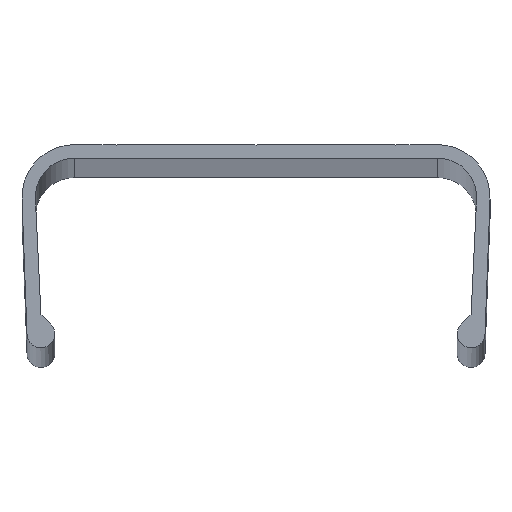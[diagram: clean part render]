
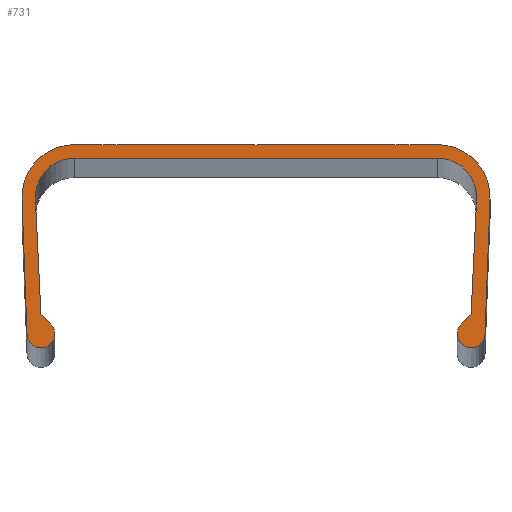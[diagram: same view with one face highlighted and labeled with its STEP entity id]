
A CAD part, top view. The second image highlights one B-rep face of the part: STEP entity #731.
In plain terms, the highlighted planar face has unit normal (0, 0, 1).
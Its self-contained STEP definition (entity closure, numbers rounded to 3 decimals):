
#33=DIRECTION('',(0.048,-0.999,0.));
#34=VECTOR('',#33,20.688);
#35=CARTESIAN_POINT('',(-39.492,24.164,0.));
#36=LINE('',#35,#34);
#41=DIRECTION('',(0.714,-0.7,0.));
#42=VECTOR('',#41,2.449);
#43=CARTESIAN_POINT('',(-38.5,3.5,0.));
#44=LINE('',#43,#42);
#48=DIRECTION('',(-0.037,0.999,0.));
#49=VECTOR('',#48,24.262);
#50=CARTESIAN_POINT('',(-40.998,-0.092,0.));
#51=LINE('',#50,#49);
#55=DIRECTION('',(1.,0.,0.));
#56=VECTOR('',#55,7.3);
#57=CARTESIAN_POINT('',(-32.5,33.9,0.));
#58=LINE('',#57,#56);
#62=DIRECTION('',(0.707,-0.707,0.));
#63=VECTOR('',#62,0.283);
#64=CARTESIAN_POINT('',(-25.2,33.9,0.));
#65=LINE('',#64,#63);
#69=DIRECTION('',(0.707,0.707,0.));
#70=VECTOR('',#69,0.283);
#71=CARTESIAN_POINT('',(-25.,33.7,0.));
#72=LINE('',#71,#70);
#76=DIRECTION('',(1.,0.,0.));
#77=VECTOR('',#76,24.6);
#78=CARTESIAN_POINT('',(-24.8,33.9,0.));
#79=LINE('',#78,#77);
#83=DIRECTION('',(0.707,-0.707,0.));
#84=VECTOR('',#83,0.283);
#85=CARTESIAN_POINT('',(-0.2,33.9,0.));
#86=LINE('',#85,#84);
#90=DIRECTION('',(0.707,0.707,0.));
#91=VECTOR('',#90,0.283);
#92=CARTESIAN_POINT('',(0.,33.7,0.));
#93=LINE('',#92,#91);
#97=DIRECTION('',(1.,0.,0.));
#98=VECTOR('',#97,24.6);
#99=CARTESIAN_POINT('',(0.2,33.9,0.));
#100=LINE('',#99,#98);
#104=DIRECTION('',(0.707,-0.707,0.));
#105=VECTOR('',#104,0.283);
#106=CARTESIAN_POINT('',(24.8,33.9,0.));
#107=LINE('',#106,#105);
#111=DIRECTION('',(0.707,0.707,0.));
#112=VECTOR('',#111,0.283);
#113=CARTESIAN_POINT('',(25.,33.7,0.));
#114=LINE('',#113,#112);
#118=DIRECTION('',(1.,0.,0.));
#119=VECTOR('',#118,7.3);
#120=CARTESIAN_POINT('',(25.2,33.9,0.));
#121=LINE('',#120,#119);
#125=DIRECTION('',(-0.037,-0.999,0.));
#126=VECTOR('',#125,24.262);
#127=CARTESIAN_POINT('',(41.894,24.153,0.));
#128=LINE('',#127,#126);
#132=DIRECTION('',(0.714,0.7,0.));
#133=VECTOR('',#132,2.449);
#134=CARTESIAN_POINT('',(36.75,1.786,0.));
#135=LINE('',#134,#133);
#139=DIRECTION('',(0.048,0.999,0.));
#140=VECTOR('',#139,20.688);
#141=CARTESIAN_POINT('',(38.5,3.5,0.));
#142=LINE('',#141,#140);
#153=DIRECTION('',(1.,0.,0.));
#154=VECTOR('',#153,65.);
#155=CARTESIAN_POINT('',(-32.5,31.5,0.));
#156=LINE('',#155,#154);
#167=CARTESIAN_POINT('',(32.5,24.5,0.));
#168=DIRECTION('',(0.,0.,-1.));
#169=DIRECTION('',(0.,1.,0.));
#170=AXIS2_PLACEMENT_3D('',#167,#168,#169);
#223=CARTESIAN_POINT('',(38.5,0.,0.));
#224=DIRECTION('',(0.,0.,1.));
#225=DIRECTION('',(-0.7,0.714,0.));
#226=AXIS2_PLACEMENT_3D('',#223,#224,#225);
#252=CARTESIAN_POINT('',(32.5,24.5,0.));
#253=DIRECTION('',(0.,0.,1.));
#254=DIRECTION('',(0.999,-0.037,0.));
#255=AXIS2_PLACEMENT_3D('',#252,#253,#254);
#462=CARTESIAN_POINT('',(-32.5,24.5,0.));
#463=DIRECTION('',(0.,0.,1.));
#464=DIRECTION('',(0.,1.,0.));
#465=AXIS2_PLACEMENT_3D('',#462,#463,#464);
#491=CARTESIAN_POINT('',(-38.5,0.,0.));
#492=DIRECTION('',(0.,0.,1.));
#493=DIRECTION('',(-0.999,-0.037,0.));
#494=AXIS2_PLACEMENT_3D('',#491,#492,#493);
#530=CARTESIAN_POINT('',(-32.5,24.5,0.));
#531=DIRECTION('',(0.,0.,-1.));
#532=DIRECTION('',(-0.999,-0.048,0.));
#533=AXIS2_PLACEMENT_3D('',#530,#531,#532);
#580=CARTESIAN_POINT('',(-32.5,31.5,0.));
#581=CARTESIAN_POINT('',(32.5,31.5,0.));
#582=VERTEX_POINT('',#580);
#583=VERTEX_POINT('',#581);
#584=CARTESIAN_POINT('',(-39.492,24.164,0.));
#585=CARTESIAN_POINT('',(-38.5,3.5,0.));
#586=VERTEX_POINT('',#584);
#587=VERTEX_POINT('',#585);
#588=CARTESIAN_POINT('',(-36.75,1.786,0.));
#589=VERTEX_POINT('',#588);
#590=CARTESIAN_POINT('',(-40.998,-0.092,0.));
#591=CARTESIAN_POINT('',(-41.894,24.153,0.));
#592=VERTEX_POINT('',#590);
#593=VERTEX_POINT('',#591);
#594=CARTESIAN_POINT('',(-32.5,33.9,0.));
#595=CARTESIAN_POINT('',(-25.2,33.9,0.));
#596=VERTEX_POINT('',#594);
#597=VERTEX_POINT('',#595);
#598=CARTESIAN_POINT('',(-25.,33.7,0.));
#599=VERTEX_POINT('',#598);
#600=CARTESIAN_POINT('',(-24.8,33.9,0.));
#601=VERTEX_POINT('',#600);
#602=CARTESIAN_POINT('',(-0.2,33.9,0.));
#603=VERTEX_POINT('',#602);
#604=CARTESIAN_POINT('',(0.,33.7,0.));
#605=VERTEX_POINT('',#604);
#606=CARTESIAN_POINT('',(0.2,33.9,0.));
#607=VERTEX_POINT('',#606);
#608=CARTESIAN_POINT('',(24.8,33.9,0.));
#609=VERTEX_POINT('',#608);
#610=CARTESIAN_POINT('',(25.,33.7,0.));
#611=VERTEX_POINT('',#610);
#612=CARTESIAN_POINT('',(25.2,33.9,0.));
#613=VERTEX_POINT('',#612);
#614=CARTESIAN_POINT('',(32.5,33.9,0.));
#615=VERTEX_POINT('',#614);
#616=CARTESIAN_POINT('',(41.894,24.153,0.));
#617=CARTESIAN_POINT('',(40.998,-0.092,0.));
#618=VERTEX_POINT('',#616);
#619=VERTEX_POINT('',#617);
#620=CARTESIAN_POINT('',(36.75,1.786,0.));
#621=CARTESIAN_POINT('',(38.5,3.5,0.));
#622=VERTEX_POINT('',#620);
#623=VERTEX_POINT('',#621);
#624=CARTESIAN_POINT('',(39.492,24.164,0.));
#625=VERTEX_POINT('',#624);
#678=CARTESIAN_POINT('',(0.,0.,0.));
#679=DIRECTION('',(0.,0.,1.));
#680=DIRECTION('',(1.,0.,0.));
#681=AXIS2_PLACEMENT_3D('',#678,#679,#680);
#682=PLANE('',#681);
#684=ORIENTED_EDGE('',*,*,#683,.F.);
#686=ORIENTED_EDGE('',*,*,#685,.F.);
#688=ORIENTED_EDGE('',*,*,#687,.T.);
#690=ORIENTED_EDGE('',*,*,#689,.T.);
#692=ORIENTED_EDGE('',*,*,#691,.F.);
#694=ORIENTED_EDGE('',*,*,#693,.T.);
#696=ORIENTED_EDGE('',*,*,#695,.F.);
#698=ORIENTED_EDGE('',*,*,#697,.T.);
#700=ORIENTED_EDGE('',*,*,#699,.T.);
#702=ORIENTED_EDGE('',*,*,#701,.T.);
#704=ORIENTED_EDGE('',*,*,#703,.T.);
#706=ORIENTED_EDGE('',*,*,#705,.T.);
#708=ORIENTED_EDGE('',*,*,#707,.T.);
#710=ORIENTED_EDGE('',*,*,#709,.T.);
#712=ORIENTED_EDGE('',*,*,#711,.T.);
#714=ORIENTED_EDGE('',*,*,#713,.T.);
#716=ORIENTED_EDGE('',*,*,#715,.T.);
#718=ORIENTED_EDGE('',*,*,#717,.F.);
#720=ORIENTED_EDGE('',*,*,#719,.T.);
#722=ORIENTED_EDGE('',*,*,#721,.F.);
#724=ORIENTED_EDGE('',*,*,#723,.T.);
#726=ORIENTED_EDGE('',*,*,#725,.T.);
#728=ORIENTED_EDGE('',*,*,#727,.F.);
#729=EDGE_LOOP('',(#684,#686,#688,#690,#692,#694,#696,#698,#700,#702,#704,#706,
#708,#710,#712,#714,#716,#718,#720,#722,#724,#726,#728));
#730=FACE_OUTER_BOUND('',#729,.F.);
#171=CIRCLE('',#170,7.);
#227=CIRCLE('',#226,2.5);
#256=CIRCLE('',#255,9.4);
#466=CIRCLE('',#465,9.4);
#495=CIRCLE('',#494,2.5);
#534=CIRCLE('',#533,7.);
#683=EDGE_CURVE('',#582,#583,#156,.T.);
#685=EDGE_CURVE('',#586,#582,#534,.T.);
#687=EDGE_CURVE('',#586,#587,#36,.T.);
#689=EDGE_CURVE('',#587,#589,#44,.T.);
#691=EDGE_CURVE('',#592,#589,#495,.T.);
#693=EDGE_CURVE('',#592,#593,#51,.T.);
#695=EDGE_CURVE('',#596,#593,#466,.T.);
#697=EDGE_CURVE('',#596,#597,#58,.T.);
#699=EDGE_CURVE('',#597,#599,#65,.T.);
#701=EDGE_CURVE('',#599,#601,#72,.T.);
#703=EDGE_CURVE('',#601,#603,#79,.T.);
#705=EDGE_CURVE('',#603,#605,#86,.T.);
#707=EDGE_CURVE('',#605,#607,#93,.T.);
#709=EDGE_CURVE('',#607,#609,#100,.T.);
#711=EDGE_CURVE('',#609,#611,#107,.T.);
#713=EDGE_CURVE('',#611,#613,#114,.T.);
#715=EDGE_CURVE('',#613,#615,#121,.T.);
#717=EDGE_CURVE('',#618,#615,#256,.T.);
#719=EDGE_CURVE('',#618,#619,#128,.T.);
#721=EDGE_CURVE('',#622,#619,#227,.T.);
#723=EDGE_CURVE('',#622,#623,#135,.T.);
#725=EDGE_CURVE('',#623,#625,#142,.T.);
#727=EDGE_CURVE('',#583,#625,#171,.T.);
#731=ADVANCED_FACE('',(#730),#682,.T.);
